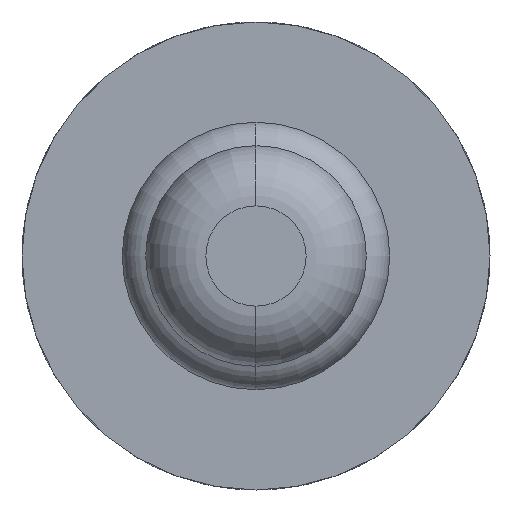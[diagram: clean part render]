
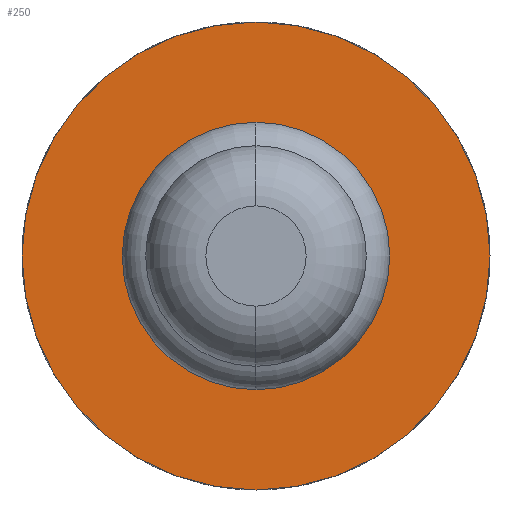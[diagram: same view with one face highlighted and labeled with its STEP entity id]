
A CAD part, front view. The second image highlights one B-rep face of the part: STEP entity #250.
In plain terms, the highlighted planar face has unit normal (0, -1, 0).
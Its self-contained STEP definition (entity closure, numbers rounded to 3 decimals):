
#64 = VERTEX_POINT ( 'NONE', #4208 ) ;
#250 = ADVANCED_FACE ( 'Defeature ausgef�hrt1_30', ( #5240, #407 ), #1634, .F. ) ;
#407 = FACE_BOUND ( 'NONE', #2967, .T. ) ;
#487 = VERTEX_POINT ( 'NONE', #5108 ) ;
#504 = DIRECTION ( 'NONE',  ( -1., 0., 0. ) ) ;
#712 = CARTESIAN_POINT ( 'NONE',  ( 0., 5., 0. ) ) ;
#721 = AXIS2_PLACEMENT_3D ( 'NONE', #2219, #1036, #5345 ) ;
#1036 = DIRECTION ( 'NONE',  ( 0., 1., 0. ) ) ;
#1189 = CARTESIAN_POINT ( 'NONE',  ( 1.75, 5., 0. ) ) ;
#1443 = CIRCLE ( 'NONE', #3447, 1.75 ) ;
#1487 = DIRECTION ( 'NONE',  ( 0., 1., 0. ) ) ;
#1518 = ORIENTED_EDGE ( 'NONE', *, *, #4563, .T. ) ;
#1634 = PLANE ( 'NONE',  #4338 ) ;
#1858 = EDGE_LOOP ( 'NONE', ( #4034, #2554 ) ) ;
#2113 = CARTESIAN_POINT ( 'NONE',  ( -1.75, 5., 0. ) ) ;
#2214 = CIRCLE ( 'NONE', #3672, 0.64 ) ;
#2219 = CARTESIAN_POINT ( 'NONE',  ( 0., 5., 0. ) ) ;
#2554 = ORIENTED_EDGE ( 'NONE', *, *, #3899, .F. ) ;
#2815 = EDGE_CURVE ( 'Defeature ausgef�hrt1_30+Defeature ausgef�hrt1_8+Defeature ausgef�hrt1_8+Defeature ausgef�hrt1_8', #487, #64, #4503, .T. ) ;
#2967 = EDGE_LOOP ( 'NONE', ( #1518, #3404 ) ) ;
#3279 = VERTEX_POINT ( 'NONE', #2113 ) ;
#3400 = DIRECTION ( 'NONE',  ( -1., 0., 0. ) ) ;
#3404 = ORIENTED_EDGE ( 'NONE', *, *, #2815, .T. ) ;
#3447 = AXIS2_PLACEMENT_3D ( 'NONE', #5390, #4023, #504 ) ;
#3672 = AXIS2_PLACEMENT_3D ( 'NONE', #712, #5615, #3400 ) ;
#3899 = EDGE_CURVE ( 'Defeature ausgef�hrt1_29+Defeature ausgef�hrt1_30+Defeature ausgef�hrt1_30+Defeature ausgef�hrt1_30', #5582, #3279, #1443, .T. ) ;
#4023 = DIRECTION ( 'NONE',  ( 0., 1., 0. ) ) ;
#4034 = ORIENTED_EDGE ( 'NONE', *, *, #4380, .F. ) ;
#4118 = CARTESIAN_POINT ( 'NONE',  ( 0., 5., 0. ) ) ;
#4208 = CARTESIAN_POINT ( 'NONE',  ( -0.64, 5., 0. ) ) ;
#4338 = AXIS2_PLACEMENT_3D ( 'NONE', #5180, #5296, #5315 ) ;
#4380 = EDGE_CURVE ( 'Defeature ausgef�hrt1_29+Defeature ausgef�hrt1_30+Defeature ausgef�hrt1_30+Defeature ausgef�hrt1_30', #3279, #5582, #5667, .T. ) ;
#4503 = CIRCLE ( 'NONE', #5347, 0.64 ) ;
#4563 = EDGE_CURVE ( 'Defeature ausgef�hrt1_30+Defeature ausgef�hrt1_8+Defeature ausgef�hrt1_8+Defeature ausgef�hrt1_8', #64, #487, #2214, .T. ) ;
#5034 = DIRECTION ( 'NONE',  ( -1., 0., 0. ) ) ;
#5108 = CARTESIAN_POINT ( 'NONE',  ( 0.64, 5., 0. ) ) ;
#5180 = CARTESIAN_POINT ( 'NONE',  ( 1.75, 5., 0. ) ) ;
#5240 = FACE_OUTER_BOUND ( 'NONE', #1858, .T. ) ;
#5296 = DIRECTION ( 'NONE',  ( 0., 1., 0. ) ) ;
#5315 = DIRECTION ( 'NONE',  ( -1., 0., 0. ) ) ;
#5345 = DIRECTION ( 'NONE',  ( -1., 0., 0. ) ) ;
#5347 = AXIS2_PLACEMENT_3D ( 'NONE', #4118, #1487, #5034 ) ;
#5390 = CARTESIAN_POINT ( 'NONE',  ( 0., 5., 0. ) ) ;
#5582 = VERTEX_POINT ( 'NONE', #1189 ) ;
#5615 = DIRECTION ( 'NONE',  ( 0., 1., 0. ) ) ;
#5667 = CIRCLE ( 'NONE', #721, 1.75 ) ;
